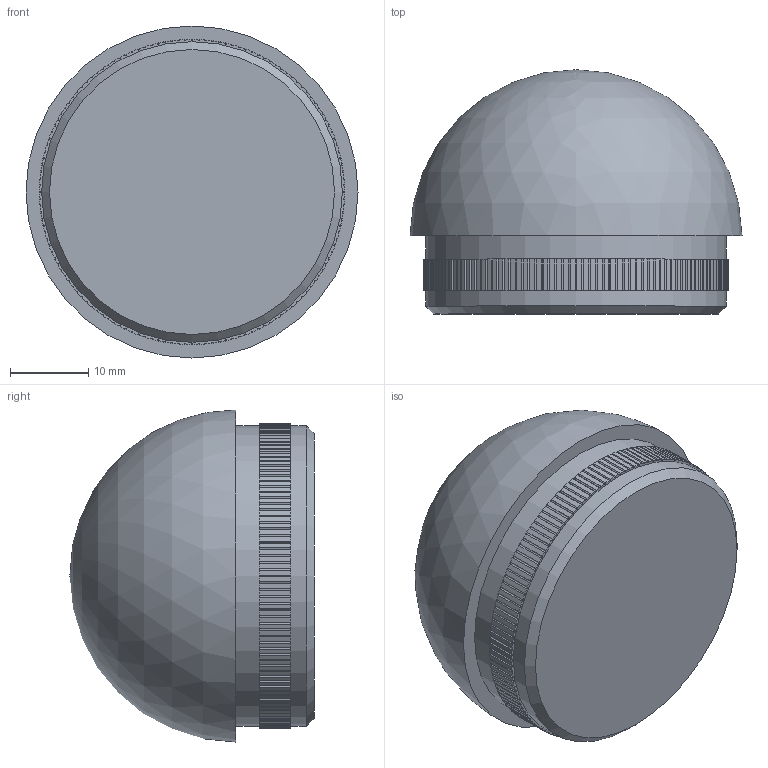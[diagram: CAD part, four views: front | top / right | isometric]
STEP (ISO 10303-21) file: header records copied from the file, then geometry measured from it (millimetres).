
FILE_DESCRIPTION(/* description */ (''),/* implementation_level */ '2;1');
FILE_NAME(/* name */ '41413.ipt.step',/* time_stamp */ '2022-07-18T12:52:09+02:00',/* author */ ('Abt. Technik'),/* organization */ (''),/* preprocessor_version */ 'ST-DEVELOPER v18.1',/* originating_system */ 'Autodesk Inventor 2022',/* authorisation */ '');
FILE_SCHEMA (('AUTOMOTIVE_DESIGN { 1 0 10303 214 3 1 1 }'));
Length unit declared in the file: millimetre
Products named in the file (1): 41413
Bounding box: 42.4 x 31.2 x 42.4 mm (x, y, z)
Volume: 31609.7 mm3; surface area: 5523.4 mm2
Topology: 1 solids, 1 shells, 288 faces, 852 edges, 568 vertices
Faces by surface type: cylinder 282, plane 4, sphere 1, cone 1
Full cylindrical faces by diameter (mm): 38.4 x2
Entity records: 10022 total; most frequent: DIRECTION 1997, CARTESIAN_POINT 1708, ORIENTED_EDGE 1702, AXIS2_PLACEMENT_3D 857, EDGE_CURVE 851, CIRCLE 568, VERTEX_POINT 568, EDGE_LOOP 291
